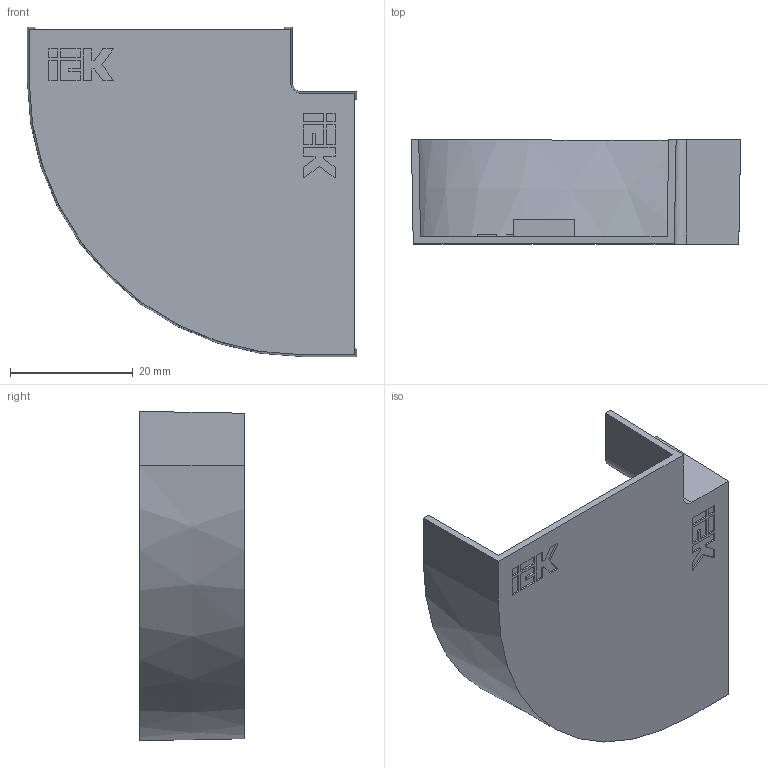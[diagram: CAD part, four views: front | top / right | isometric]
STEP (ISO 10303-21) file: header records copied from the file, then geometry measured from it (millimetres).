
FILE_DESCRIPTION (( 'STEP AP214' ), '1' );
FILE_NAME ('ÊÌÏ 40õ16 (2 î÷åðåäü)_èçì.1.STEP', '2016-06-22T08:44:13', ( '' ), ( '' ), 'SwSTEP 2.0', 'SolidWorks 2014', '' );
FILE_SCHEMA (( 'AUTOMOTIVE_DESIGN' ));
Length unit declared in the file: millimetre
Products named in the file (1): ÊÌÏ 40õ16 (2 î÷åðåäü)_èçì.1
Bounding box: 53.59 x 17 x 53.59 mm (x, y, z)
Volume: 4795.4 mm3; surface area: 8451.3 mm2
Topology: 1 solids, 1 shells, 277 faces, 759 edges, 506 vertices
Faces by surface type: plane 183, bspline 88, cone 4, cylinder 2
Entity records: 11007 total; most frequent: CARTESIAN_POINT 4527, ORIENTED_EDGE 1518, DIRECTION 975, EDGE_CURVE 759, LINE 571, VECTOR 571, VERTEX_POINT 506, EDGE_LOOP 299
